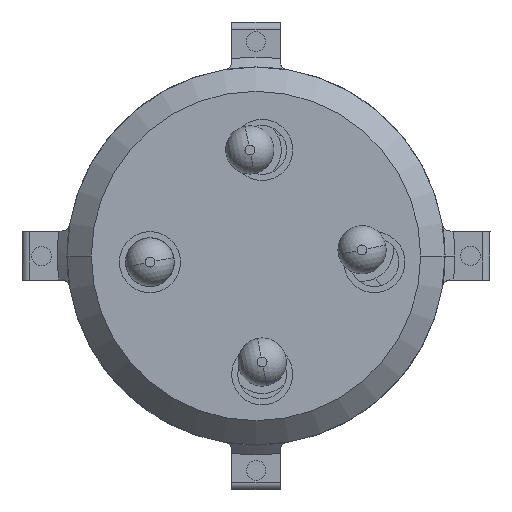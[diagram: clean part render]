
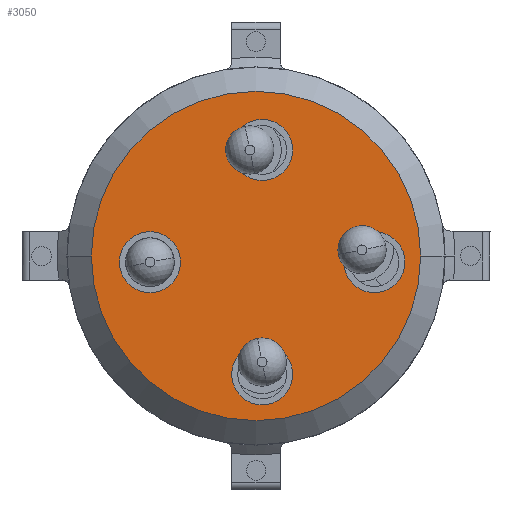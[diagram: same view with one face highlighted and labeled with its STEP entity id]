
A CAD part, front view. The second image highlights one B-rep face of the part: STEP entity #3050.
In plain terms, the highlighted face is planar.
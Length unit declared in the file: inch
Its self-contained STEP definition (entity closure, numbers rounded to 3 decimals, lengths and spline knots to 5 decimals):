
#91 = EDGE_CURVE ( 'NONE', #3680, #1568, #8324, .T. ) ;
#196 = ORIENTED_EDGE ( 'NONE', *, *, #7048, .F. ) ;
#247 = AXIS2_PLACEMENT_3D ( 'NONE', #596, #3201, #7833 ) ;
#334 = AXIS2_PLACEMENT_3D ( 'NONE', #7892, #5084, #5769 ) ;
#400 = ORIENTED_EDGE ( 'NONE', *, *, #809, .F. ) ;
#441 = AXIS2_PLACEMENT_3D ( 'NONE', #5941, #4085, #7930 ) ;
#474 = DIRECTION ( 'NONE',  ( 1., 0., 0. ) ) ;
#596 = CARTESIAN_POINT ( 'NONE',  ( 2.42635, 0.12635, -0.25 ) ) ;
#605 = CARTESIAN_POINT ( 'NONE',  ( 0.12635, -2.17365, -0.25 ) ) ;
#708 = CIRCLE ( 'NONE', #7624, 0.625 ) ;
#764 = CARTESIAN_POINT ( 'NONE',  ( -2.17365, 0.12635, -0.25 ) ) ;
#809 = EDGE_CURVE ( 'NONE', #6036, #4939, #3595, .T. ) ;
#1013 = VERTEX_POINT ( 'NONE', #3377 ) ;
#1063 = DIRECTION ( 'NONE',  ( 0., 0., 1. ) ) ;
#1099 = ORIENTED_EDGE ( 'NONE', *, *, #2570, .T. ) ;
#1105 = CARTESIAN_POINT ( 'NONE',  ( 0., 0., -0.25 ) ) ;
#1149 = FACE_BOUND ( 'NONE', #6959, .T. ) ;
#1164 = CIRCLE ( 'NONE', #7948, 0.625 ) ;
#1214 = EDGE_CURVE ( 'NONE', #8552, #1013, #4812, .T. ) ;
#1502 = DIRECTION ( 'NONE',  ( 0., 0., -1. ) ) ;
#1568 = VERTEX_POINT ( 'NONE', #6432 ) ;
#1636 = ORIENTED_EDGE ( 'NONE', *, *, #91, .F. ) ;
#1659 = DIRECTION ( 'NONE',  ( 1., 0., 0. ) ) ;
#1662 = AXIS2_PLACEMENT_3D ( 'NONE', #1105, #1063, #6270 ) ;
#2135 = CARTESIAN_POINT ( 'NONE',  ( 0., 0., -0.25 ) ) ;
#2278 = DIRECTION ( 'NONE',  ( 0., 0., -1. ) ) ;
#2547 = ORIENTED_EDGE ( 'NONE', *, *, #4126, .F. ) ;
#2570 = EDGE_CURVE ( 'NONE', #3008, #6316, #6227, .T. ) ;
#2663 = DIRECTION ( 'NONE',  ( 1., 0., 0. ) ) ;
#2929 = CIRCLE ( 'NONE', #6378, 0.625 ) ;
#3005 = CARTESIAN_POINT ( 'NONE',  ( 0.12635, 2.42635, -0.25 ) ) ;
#3008 = VERTEX_POINT ( 'NONE', #6148 ) ;
#3050 = ADVANCED_FACE ( 'NONE', ( #3719, #3812, #5105, #3110, #1149 ), #6399, .F. ) ;
#3110 = FACE_BOUND ( 'NONE', #3583, .T. ) ;
#3201 = DIRECTION ( 'NONE',  ( 0., 0., -1. ) ) ;
#3325 = EDGE_CURVE ( 'NONE', #4692, #5506, #708, .T. ) ;
#3377 = CARTESIAN_POINT ( 'NONE',  ( 1.80135, 0.12635, -0.25 ) ) ;
#3452 = EDGE_CURVE ( 'NONE', #1013, #8552, #2929, .T. ) ;
#3542 = DIRECTION ( 'NONE',  ( 1., 0., 0. ) ) ;
#3583 = EDGE_LOOP ( 'NONE', ( #8410, #5920 ) ) ;
#3595 = CIRCLE ( 'NONE', #7359, 0.625 ) ;
#3647 = EDGE_LOOP ( 'NONE', ( #7684, #1099 ) ) ;
#3680 = VERTEX_POINT ( 'NONE', #7302 ) ;
#3715 = CARTESIAN_POINT ( 'NONE',  ( 3.375, 0., -0.25 ) ) ;
#3719 = FACE_OUTER_BOUND ( 'NONE', #3647, .T. ) ;
#3812 = FACE_BOUND ( 'NONE', #5996, .T. ) ;
#3979 = DIRECTION ( 'NONE',  ( 0., 0., -1. ) ) ;
#4080 = CIRCLE ( 'NONE', #334, 0.625 ) ;
#4085 = DIRECTION ( 'NONE',  ( 0., 0., -1. ) ) ;
#4126 = EDGE_CURVE ( 'NONE', #4939, #6036, #7422, .T. ) ;
#4572 = CARTESIAN_POINT ( 'NONE',  ( -1.54865, 0.12635, -0.25 ) ) ;
#4632 = CARTESIAN_POINT ( 'NONE',  ( -2.79865, 0.12635, -0.25 ) ) ;
#4644 = AXIS2_PLACEMENT_3D ( 'NONE', #6202, #6977, #5674 ) ;
#4692 = VERTEX_POINT ( 'NONE', #4632 ) ;
#4796 = CARTESIAN_POINT ( 'NONE',  ( 0.12635, -2.17365, -0.25 ) ) ;
#4812 = CIRCLE ( 'NONE', #247, 0.625 ) ;
#4902 = DIRECTION ( 'NONE',  ( 1., 0., 0. ) ) ;
#4939 = VERTEX_POINT ( 'NONE', #8388 ) ;
#5084 = DIRECTION ( 'NONE',  ( 0., 0., -1. ) ) ;
#5105 = FACE_BOUND ( 'NONE', #5842, .T. ) ;
#5184 = CIRCLE ( 'NONE', #4644, 3.375 ) ;
#5442 = DIRECTION ( 'NONE',  ( 0., 0., -1. ) ) ;
#5497 = EDGE_CURVE ( 'NONE', #5506, #4692, #4080, .T. ) ;
#5506 = VERTEX_POINT ( 'NONE', #4572 ) ;
#5594 = DIRECTION ( 'NONE',  ( 0., 0., -1. ) ) ;
#5674 = DIRECTION ( 'NONE',  ( 1., 0., 0. ) ) ;
#5762 = CARTESIAN_POINT ( 'NONE',  ( 0.75135, -2.17365, -0.25 ) ) ;
#5769 = DIRECTION ( 'NONE',  ( 1., 0., 0. ) ) ;
#5842 = EDGE_LOOP ( 'NONE', ( #400, #2547 ) ) ;
#5897 = DIRECTION ( 'NONE',  ( 0., 0., -1. ) ) ;
#5915 = ORIENTED_EDGE ( 'NONE', *, *, #3452, .F. ) ;
#5920 = ORIENTED_EDGE ( 'NONE', *, *, #3325, .F. ) ;
#5941 = CARTESIAN_POINT ( 'NONE',  ( 0.12635, 2.42635, -0.25 ) ) ;
#5996 = EDGE_LOOP ( 'NONE', ( #7543, #5915 ) ) ;
#6036 = VERTEX_POINT ( 'NONE', #5762 ) ;
#6148 = CARTESIAN_POINT ( 'NONE',  ( -3.375, 0., -0.25 ) ) ;
#6202 = CARTESIAN_POINT ( 'NONE',  ( 0., 0., -0.25 ) ) ;
#6227 = CIRCLE ( 'NONE', #7064, 3.375 ) ;
#6270 = DIRECTION ( 'NONE',  ( 1., 0., 0. ) ) ;
#6307 = AXIS2_PLACEMENT_3D ( 'NONE', #4796, #5442, #8076 ) ;
#6316 = VERTEX_POINT ( 'NONE', #3715 ) ;
#6378 = AXIS2_PLACEMENT_3D ( 'NONE', #8211, #2278, #1659 ) ;
#6399 = PLANE ( 'NONE',  #1662 ) ;
#6432 = CARTESIAN_POINT ( 'NONE',  ( -0.49865, 2.42635, -0.25 ) ) ;
#6959 = EDGE_LOOP ( 'NONE', ( #1636, #196 ) ) ;
#6977 = DIRECTION ( 'NONE',  ( 0., 0., -1. ) ) ;
#7048 = EDGE_CURVE ( 'NONE', #1568, #3680, #1164, .T. ) ;
#7064 = AXIS2_PLACEMENT_3D ( 'NONE', #2135, #3979, #2663 ) ;
#7159 = EDGE_CURVE ( 'NONE', #6316, #3008, #5184, .T. ) ;
#7302 = CARTESIAN_POINT ( 'NONE',  ( 0.75135, 2.42635, -0.25 ) ) ;
#7359 = AXIS2_PLACEMENT_3D ( 'NONE', #605, #5897, #474 ) ;
#7422 = CIRCLE ( 'NONE', #6307, 0.625 ) ;
#7543 = ORIENTED_EDGE ( 'NONE', *, *, #1214, .F. ) ;
#7624 = AXIS2_PLACEMENT_3D ( 'NONE', #764, #1502, #3542 ) ;
#7684 = ORIENTED_EDGE ( 'NONE', *, *, #7159, .T. ) ;
#7833 = DIRECTION ( 'NONE',  ( 1., 0., 0. ) ) ;
#7892 = CARTESIAN_POINT ( 'NONE',  ( -2.17365, 0.12635, -0.25 ) ) ;
#7930 = DIRECTION ( 'NONE',  ( 1., 0., 0. ) ) ;
#7948 = AXIS2_PLACEMENT_3D ( 'NONE', #3005, #5594, #4902 ) ;
#8021 = CARTESIAN_POINT ( 'NONE',  ( 3.05135, 0.12635, -0.25 ) ) ;
#8076 = DIRECTION ( 'NONE',  ( 1., 0., 0. ) ) ;
#8211 = CARTESIAN_POINT ( 'NONE',  ( 2.42635, 0.12635, -0.25 ) ) ;
#8324 = CIRCLE ( 'NONE', #441, 0.625 ) ;
#8388 = CARTESIAN_POINT ( 'NONE',  ( -0.49865, -2.17365, -0.25 ) ) ;
#8410 = ORIENTED_EDGE ( 'NONE', *, *, #5497, .F. ) ;
#8552 = VERTEX_POINT ( 'NONE', #8021 ) ;
